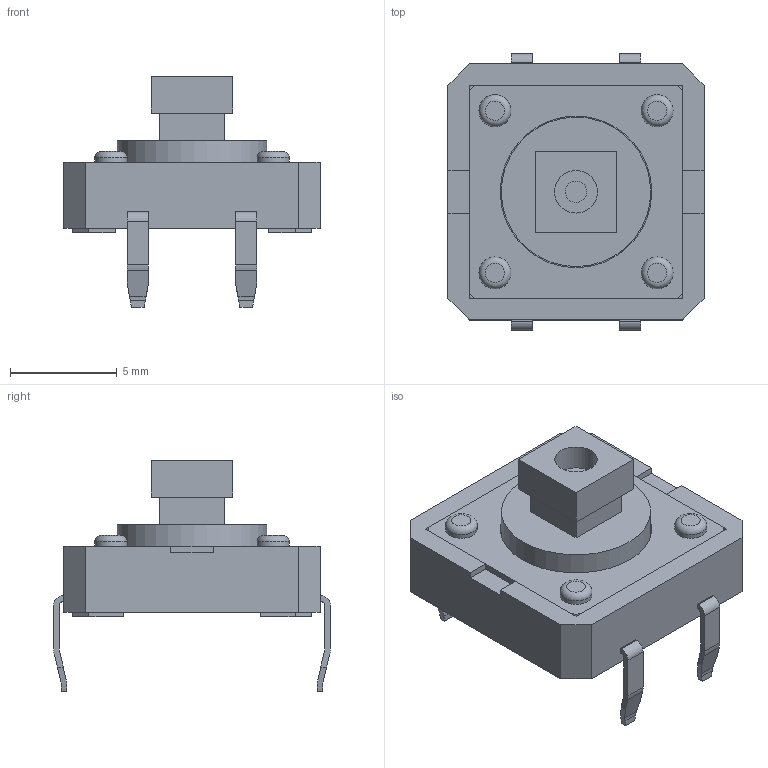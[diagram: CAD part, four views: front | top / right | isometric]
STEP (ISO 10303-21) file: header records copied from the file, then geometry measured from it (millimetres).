
FILE_DESCRIPTION(/* description */ (''),/* implementation_level */ '2;1');
FILE_NAME(/* name */ 'OEM B3F-4055.step',/* time_stamp */ '2024-03-03T06:11:10-03:00',/* author */ (''),/* organization */ (''),/* preprocessor_version */ 'ST-DEVELOPER v20',/* originating_system */ 'Autodesk Translation Framework v12.20.1.177',/* authorisation */ '');
FILE_SCHEMA (('AUTOMOTIVE_DESIGN { 1 0 10303 214 3 1 1 }'));
Length unit declared in the file: millimetre
Products named in the file (1): (Sin guardar)
Bounding box: 12 x 12.97 x 10.8 mm (x, y, z)
Volume: 426.2 mm3; surface area: 1256 mm2
Topology: 6 solids, 6 shells, 309 faces, 788 edges, 508 vertices
Faces by surface type: plane 203, cylinder 80, torus 10, sphere 10, cone 5, bspline 1
Full cylindrical faces by diameter (mm): 1 x5, 1.5 x4, 1.6 x1, 2 x1, 5.5 x1, 7 x1, 7.1 x1
Entity records: 9298 total; most frequent: CARTESIAN_POINT 1622, DIRECTION 1595, ORIENTED_EDGE 1556, EDGE_CURVE 778, LINE 579, VECTOR 579, VERTEX_POINT 508, AXIS2_PLACEMENT_3D 508
